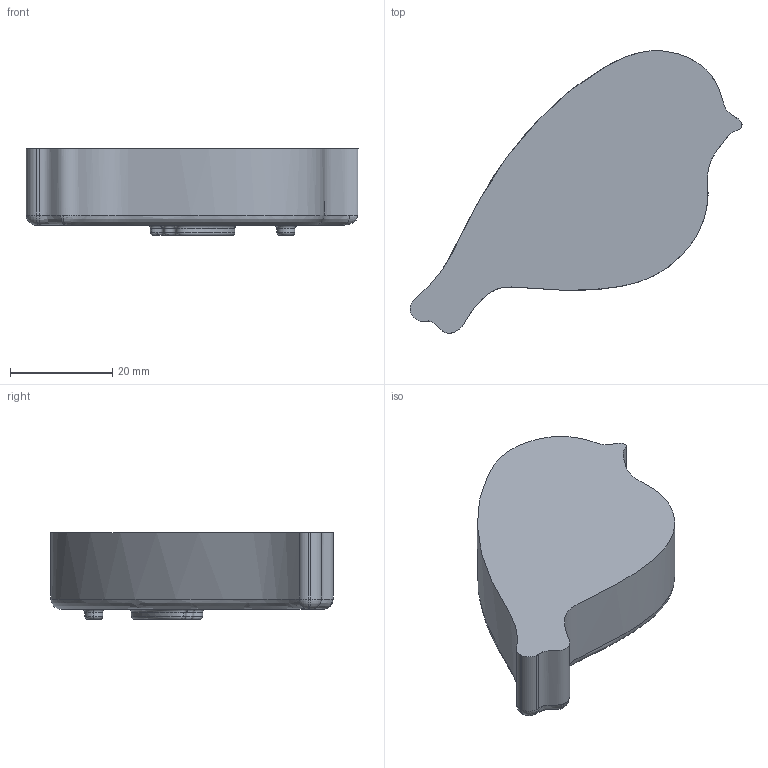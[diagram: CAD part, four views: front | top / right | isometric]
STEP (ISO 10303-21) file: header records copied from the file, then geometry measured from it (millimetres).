
FILE_DESCRIPTION (( 'STEP AP203' ), '1' );
FILE_NAME ('Zeepvorm (zonder tekst).STEP', '2020-05-25T15:03:28', ( '' ), ( '' ), 'SwSTEP 2.0', 'SolidWorks 2016', '' );
FILE_SCHEMA (( 'CONFIG_CONTROL_DESIGN' ));
Length unit declared in the file: millimetre
Products named in the file (1): Zeepvorm (zonder tekst)
Bounding box: 64.9 x 55.21 x 17 mm (x, y, z)
Volume: 29495.4 mm3; surface area: 6490.2 mm2
Topology: 1 solids, 1 shells, 31 faces, 72 edges, 42 vertices
Faces by surface type: bspline 13, torus 8, cylinder 6, plane 4
Entity records: 6271 total; most frequent: CARTESIAN_POINT 5579, ORIENTED_EDGE 138, DIRECTION 111, EDGE_CURVE 69, AXIS2_PLACEMENT_3D 51, VERTEX_POINT 42, EDGE_LOOP 33, CIRCLE 32
